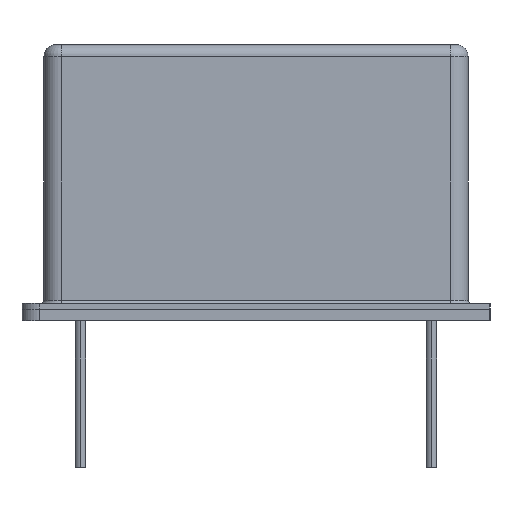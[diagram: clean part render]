
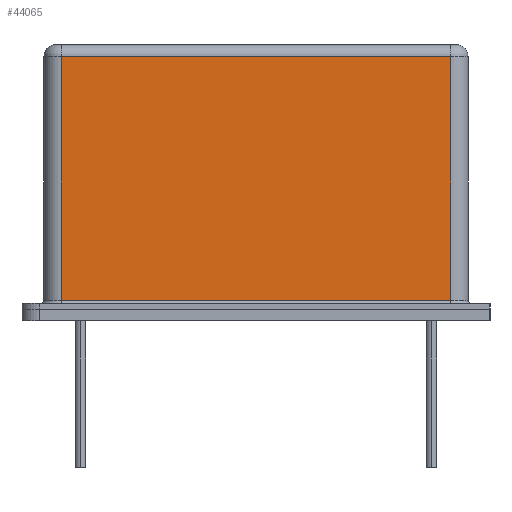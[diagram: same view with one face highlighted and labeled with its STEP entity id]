
A CAD part, left-side view. The second image highlights one B-rep face of the part: STEP entity #44065.
In plain terms, the highlighted planar face has unit normal (-1, 0, 0).
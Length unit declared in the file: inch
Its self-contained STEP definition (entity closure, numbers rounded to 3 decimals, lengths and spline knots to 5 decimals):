
#237 = ORIENTED_EDGE ( 'NONE', *, *, #34710, .T. ) ;
#238 = ORIENTED_EDGE ( 'NONE', *, *, #34712, .T. ) ;
#239 = ORIENTED_EDGE ( 'NONE', *, *, #34713, .F. ) ;
#240 = ORIENTED_EDGE ( 'NONE', *, *, #34714, .T. ) ;
#321 = EDGE_LOOP ( 'NONE', ( #237, #238, #239, #240 ) ) ;
#7535 = LINE ( 'NONE', #11047, #7537 ) ;
#7536 = LINE ( 'NONE', #11056, #7544 ) ;
#7537 = VECTOR ( 'NONE', #11041, 39.37008 ) ;
#7538 = LINE ( 'NONE', #11054, #7540 ) ;
#7539 = LINE ( 'NONE', #11060, #7542 ) ;
#7540 = VECTOR ( 'NONE', #11050, 39.37008 ) ;
#7542 = VECTOR ( 'NONE', #11062, 39.37008 ) ;
#7544 = VECTOR ( 'NONE', #11063, 39.37008 ) ;
#9212 = CARTESIAN_POINT ( 'NONE',  ( 0.04, 0.7325, 0.035 ) ) ;
#9213 = CARTESIAN_POINT ( 'NONE',  ( 0.04, 0.7325, 0.452 ) ) ;
#9214 = CARTESIAN_POINT ( 'NONE',  ( 0.04, 0.0675, 0.035 ) ) ;
#9215 = CARTESIAN_POINT ( 'NONE',  ( 0.04, 0.0675, 0.452 ) ) ;
#11041 = DIRECTION ( 'NONE',  ( 0., 0., -1. ) ) ;
#11047 = CARTESIAN_POINT ( 'NONE',  ( 0.04, 0.7325, 0.472 ) ) ;
#11050 = DIRECTION ( 'NONE',  ( 0., -1., 0. ) ) ;
#11054 = CARTESIAN_POINT ( 'NONE',  ( 0.04, 0.0675, 0.035 ) ) ;
#11056 = CARTESIAN_POINT ( 'NONE',  ( 0.04, 0.7325, 0.452 ) ) ;
#11060 = CARTESIAN_POINT ( 'NONE',  ( 0.04, 0.0675, 0.472 ) ) ;
#11062 = DIRECTION ( 'NONE',  ( 0., 0., -1. ) ) ;
#11063 = DIRECTION ( 'NONE',  ( 0., 1., 0. ) ) ;
#27162 = FACE_OUTER_BOUND ( 'NONE', #321, .T. ) ;
#33143 = AXIS2_PLACEMENT_3D ( 'NONE', #40683, #40699, #40701 ) ;
#33813 = VERTEX_POINT ( 'NONE', #9212 ) ;
#33814 = VERTEX_POINT ( 'NONE', #9213 ) ;
#33815 = VERTEX_POINT ( 'NONE', #9214 ) ;
#33816 = VERTEX_POINT ( 'NONE', #9215 ) ;
#34710 = EDGE_CURVE ( 'NONE', #33814, #33813, #7535, .T. ) ;
#34712 = EDGE_CURVE ( 'NONE', #33813, #33815, #7538, .T. ) ;
#34713 = EDGE_CURVE ( 'NONE', #33816, #33815, #7539, .T. ) ;
#34714 = EDGE_CURVE ( 'NONE', #33816, #33814, #7536, .T. ) ;
#40683 = CARTESIAN_POINT ( 'NONE',  ( 0.04, 0.7325, 0.472 ) ) ;
#40694 = PLANE ( 'NONE',  #33143 ) ;
#40699 = DIRECTION ( 'NONE',  ( -1., 0., 0. ) ) ;
#40701 = DIRECTION ( 'NONE',  ( 0., -1., 0. ) ) ;
#44065 = ADVANCED_FACE ( 'NONE', ( #27162 ), #40694, .T. ) ;
